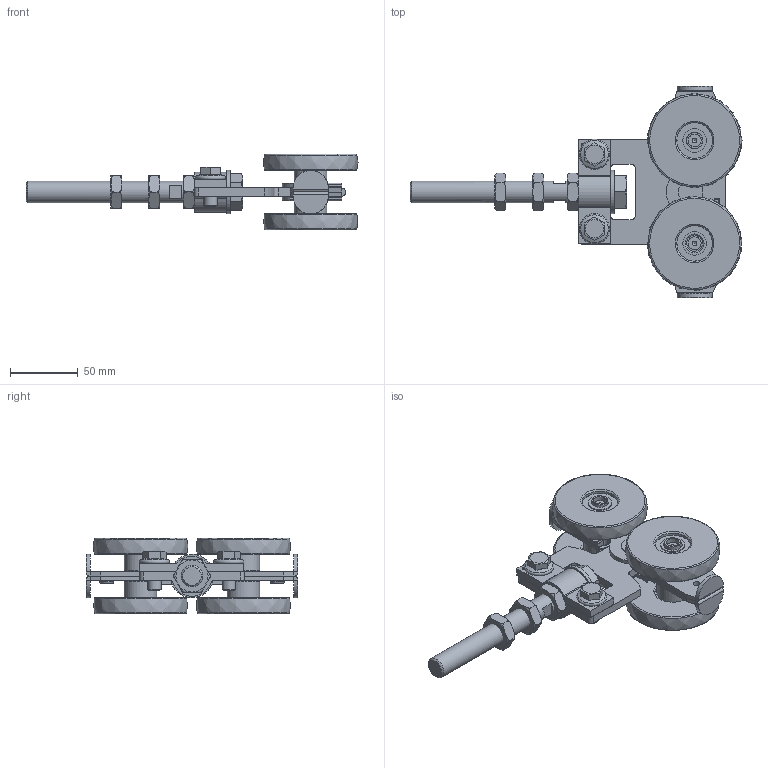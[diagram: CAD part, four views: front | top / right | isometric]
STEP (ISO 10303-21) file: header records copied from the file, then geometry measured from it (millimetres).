
FILE_DESCRIPTION(/* description */ (''),/* implementation_level */ '2;1');
FILE_NAME(/* name */ '2285AL.stp',/* time_stamp */ '2020-12-22T15:38:12+01:00',/* author */ ('DBARI'),/* organization */ (''),/* preprocessor_version */ 'ST-DEVELOPER v18.1',/* originating_system */ 'Autodesk Inventor 2021',/* authorisation */ '');
FILE_SCHEMA (('AUTOMOTIVE_DESIGN { 1 0 10303 214 3 1 1 }'));
Length unit declared in the file: millimetre
Products named in the file (12): 2285AL; 15180; 15988; 15000; 15745; 14999; U04555; 15987; 15210; 04523; 15977; 06016
Assembly tree (21 placements, depth 2):
  2285AL
    15180
    15988  x2
    15000
    15745
    14999
    U04555
    15987  x4
    15210
    06016  x3
    04523  x2
    15977  x4
Bounding box: 245.3 x 156 x 56 mm (x, y, z)
Volume: 329104.8 mm3; surface area: 123046.3 mm2
Topology: 21 solids, 21 shells, 639 faces, 1672 edges, 1093 vertices
Faces by surface type: plane 347, cylinder 183, bspline 59, cone 32, torus 18
Full cylindrical faces by diameter (mm): 1.342 x1, 1.458 x1, 3.5 x4, 5.2 x4, 8.376 x2, 9.5 x4, 10 x2, 10.1 x2, 10.4 x2, 11.8 x4, 12 x4, 12.2 x4, 13.835 x3, 15.8 x1, 16 x1, 16.2 x3, 17 x1, 17.4 x8, 18 x1, 22.49 x1, 24 x4, 26.5 x4, 32 x1
Entity records: 15567 total; most frequent: CARTESIAN_POINT 3704, ORIENTED_EDGE 2416, DIRECTION 2244, EDGE_CURVE 1208, VERTEX_POINT 789, AXIS2_PLACEMENT_3D 760, LINE 724, VECTOR 724
